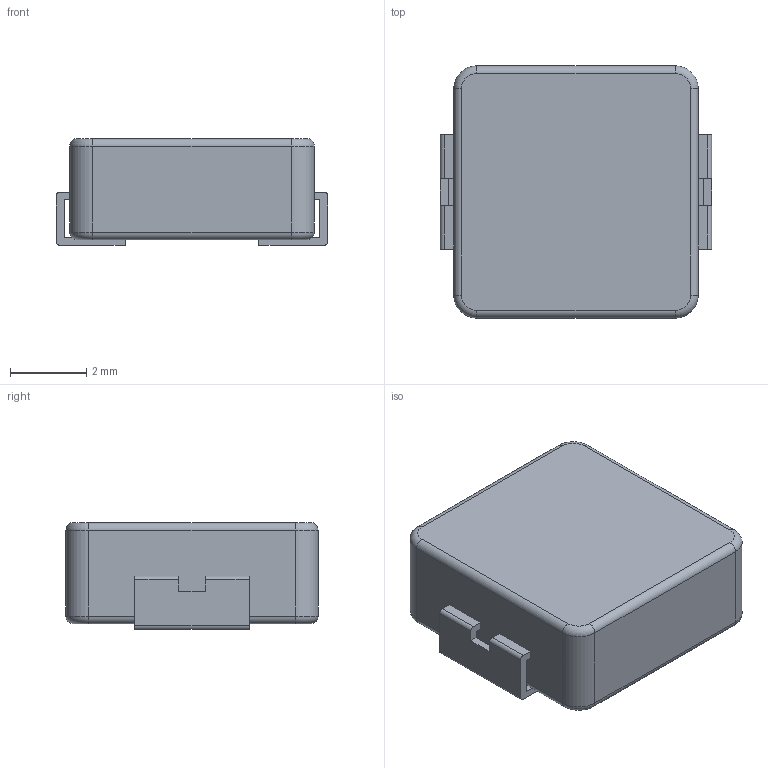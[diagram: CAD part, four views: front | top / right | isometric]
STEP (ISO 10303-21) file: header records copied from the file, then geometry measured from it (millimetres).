
FILE_DESCRIPTION (( 'STEP AP214' ), '1' );
FILE_NAME ('User Library-SRP7028AA.STEP', '2024-07-16T10:35:53', ( '' ), ( '' ), 'SwSTEP 2.0', 'SolidWorks 2022', '' );
FILE_SCHEMA (( 'AUTOMOTIVE_DESIGN' ));
Length unit declared in the file: millimetre
Products named in the file (5): Body.STEP; Pin2.STEP; SRP7028AA.STEP; Pin1.STEP; User Library-SRP7028AA
Assembly tree (4 placements, depth 3):
  User Library-SRP7028AA
    SRP7028AA.STEP
      Body.STEP
      Pin1.STEP
      Pin2.STEP
Bounding box: 7.1 x 6.6 x 2.8 mm (x, y, z)
Volume: 115.6 mm3; surface area: 202.5 mm2
Topology: 3 solids, 3 shells, 64 faces, 158 edges, 100 vertices
Faces by surface type: plane 38, cylinder 18, torus 8
Entity records: 2058 total; most frequent: DIRECTION 346, CARTESIAN_POINT 330, ORIENTED_EDGE 316, EDGE_CURVE 158, AXIS2_PLACEMENT_3D 116, VECTOR 114, LINE 114, VERTEX_POINT 100
